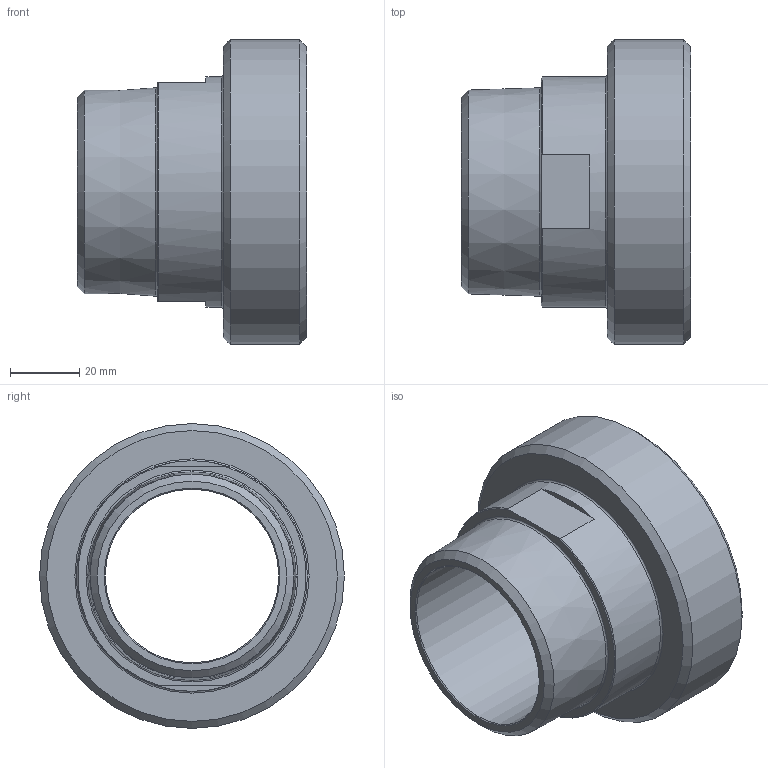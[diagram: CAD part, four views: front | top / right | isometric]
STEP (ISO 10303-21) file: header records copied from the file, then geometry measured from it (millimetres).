
FILE_DESCRIPTION(/* description */ (''),/* implementation_level */ '2;1');
FILE_NAME(/* name */ '3D_R666-UG-DN50-DN80_17113665.stp',/* time_stamp */ '2021-06-22T09:46:59+02:00',/* author */ ('cad'),/* organization */ (''),/* preprocessor_version */ 'ST-DEVELOPER v18.1',/* originating_system */ 'Autodesk Inventor 2022',/* authorisation */ '');
FILE_SCHEMA (('AUTOMOTIVE_DESIGN { 1 0 10303 214 3 1 1 }'));
Length unit declared in the file: millimetre
Products named in the file (1): 3D_R666-UG-DN50-DN80_17113665
Bounding box: 66 x 87.8 x 87.8 mm (x, y, z)
Volume: 143136.7 mm3; surface area: 32245.5 mm2
Topology: 1 solids, 1 shells, 21 faces, 51 edges, 34 vertices
Faces by surface type: plane 8, cone 8, cylinder 3, torus 2
Full cylindrical faces by diameter (mm): 50 x1, 66.5 x1, 87.8 x1
Entity records: 676 total; most frequent: DIRECTION 121, CARTESIAN_POINT 115, ORIENTED_EDGE 102, AXIS2_PLACEMENT_3D 52, EDGE_CURVE 51, VERTEX_POINT 34, CIRCLE 30, EDGE_LOOP 25
